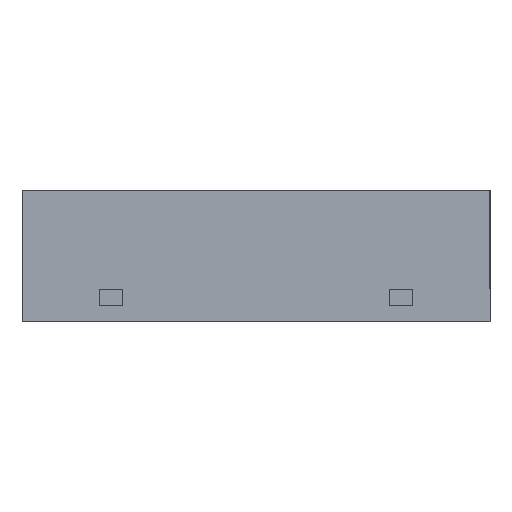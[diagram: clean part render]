
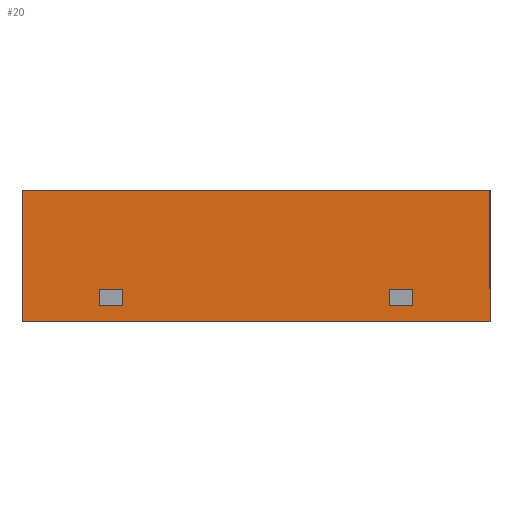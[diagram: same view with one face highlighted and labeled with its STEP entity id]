
A CAD part, top view. The second image highlights one B-rep face of the part: STEP entity #20.
In plain terms, the highlighted planar face has unit normal (0, 0, 1).
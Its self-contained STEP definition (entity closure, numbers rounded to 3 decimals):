
#20 = ADVANCED_FACE ( 'NONE', ( #5417, #5419, #5398 ), #13174, .F. ) ;
#2395 = VERTEX_POINT ( 'NONE', #16749 ) ;
#2399 = VERTEX_POINT ( 'NONE', #16755 ) ;
#2449 = VERTEX_POINT ( 'NONE', #16824 ) ;
#2593 = VERTEX_POINT ( 'NONE', #17022 ) ;
#2595 = VERTEX_POINT ( 'NONE', #17024 ) ;
#2598 = VERTEX_POINT ( 'NONE', #17028 ) ;
#2603 = VERTEX_POINT ( 'NONE', #17035 ) ;
#2623 = VERTEX_POINT ( 'NONE', #17063 ) ;
#2625 = VERTEX_POINT ( 'NONE', #17066 ) ;
#2626 = VERTEX_POINT ( 'NONE', #17067 ) ;
#2628 = VERTEX_POINT ( 'NONE', #17070 ) ;
#2629 = VERTEX_POINT ( 'NONE', #17071 ) ;
#2826 = EDGE_CURVE ( 'NONE', #2399, #2395, #5665, .T. ) ;
#3597 = EDGE_LOOP ( 'NONE', ( #4676, #4677, #4678, #4679 ) ) ;
#3602 = EDGE_LOOP ( 'NONE', ( #4680, #4681, #4682, #4683 ) ) ;
#3606 = EDGE_LOOP ( 'NONE', ( #4672, #4673, #4674, #4675 ) ) ;
#4672 = ORIENTED_EDGE ( 'NONE', *, *, #15293, .F. ) ;
#4673 = ORIENTED_EDGE ( 'NONE', *, *, #15330, .T. ) ;
#4674 = ORIENTED_EDGE ( 'NONE', *, *, #15233, .T. ) ;
#4675 = ORIENTED_EDGE ( 'NONE', *, *, #15241, .F. ) ;
#4676 = ORIENTED_EDGE ( 'NONE', *, *, #15334, .F. ) ;
#4677 = ORIENTED_EDGE ( 'NONE', *, *, #15336, .T. ) ;
#4678 = ORIENTED_EDGE ( 'NONE', *, *, #15243, .T. ) ;
#4679 = ORIENTED_EDGE ( 'NONE', *, *, #15339, .T. ) ;
#4680 = ORIENTED_EDGE ( 'NONE', *, *, #2826, .F. ) ;
#4681 = ORIENTED_EDGE ( 'NONE', *, *, #15342, .T. ) ;
#4682 = ORIENTED_EDGE ( 'NONE', *, *, #15340, .T. ) ;
#4683 = ORIENTED_EDGE ( 'NONE', *, *, #15246, .F. ) ;
#5398 = FACE_OUTER_BOUND ( 'NONE', #3602, .T. ) ;
#5417 = FACE_BOUND ( 'NONE', #3606, .T. ) ;
#5419 = FACE_BOUND ( 'NONE', #3597, .T. ) ;
#5665 = LINE ( 'NONE', #6404, #5672 ) ;
#5672 = VECTOR ( 'NONE', #6411, 1000. ) ;
#6404 = CARTESIAN_POINT ( 'NONE',  ( -1.5, 0.84, 1.5 ) ) ;
#6411 = DIRECTION ( 'NONE',  ( 1., 0., 0. ) ) ;
#10372 = CARTESIAN_POINT ( 'NONE',  ( -0.855, 0.203, 1.5 ) ) ;
#10378 = DIRECTION ( 'NONE',  ( 0., -1., 0. ) ) ;
#10379 = CARTESIAN_POINT ( 'NONE',  ( -1.005, 0.1, 1.5 ) ) ;
#10382 = CARTESIAN_POINT ( 'NONE',  ( 1.5, 0.203, 1.5 ) ) ;
#10386 = DIRECTION ( 'NONE',  ( 1., 0., 0. ) ) ;
#10387 = CARTESIAN_POINT ( 'NONE',  ( 1.005, 0.203, 1.5 ) ) ;
#10389 = DIRECTION ( 'NONE',  ( 0., -1., 0. ) ) ;
#10390 = DIRECTION ( 'NONE',  ( 0., -1., 0. ) ) ;
#10927 = LINE ( 'NONE', #10372, #10932 ) ;
#10932 = VECTOR ( 'NONE', #10378, 1000. ) ;
#10935 = LINE ( 'NONE', #10379, #10940 ) ;
#10937 = LINE ( 'NONE', #10382, #10944 ) ;
#10939 = LINE ( 'NONE', #10387, #10942 ) ;
#10940 = VECTOR ( 'NONE', #10386, 1000. ) ;
#10942 = VECTOR ( 'NONE', #10389, 1000. ) ;
#10944 = VECTOR ( 'NONE', #10390, 1000. ) ;
#10987 = LINE ( 'NONE', #11604, #10990 ) ;
#10990 = VECTOR ( 'NONE', #11606, 1000. ) ;
#11013 = LINE ( 'NONE', #11624, #11038 ) ;
#11023 = LINE ( 'NONE', #11640, #11026 ) ;
#11026 = VECTOR ( 'NONE', #11641, 1000. ) ;
#11027 = LINE ( 'NONE', #11644, #11030 ) ;
#11029 = LINE ( 'NONE', #11646, #11032 ) ;
#11030 = VECTOR ( 'NONE', #11645, 1000. ) ;
#11031 = LINE ( 'NONE', #11648, #11034 ) ;
#11032 = VECTOR ( 'NONE', #11647, 1000. ) ;
#11033 = LINE ( 'NONE', #11650, #11036 ) ;
#11034 = VECTOR ( 'NONE', #11649, 1000. ) ;
#11036 = VECTOR ( 'NONE', #11652, 1000. ) ;
#11038 = VECTOR ( 'NONE', #11653, 1000. ) ;
#11604 = CARTESIAN_POINT ( 'NONE',  ( -1.005, 0.203, 1.5 ) ) ;
#11606 = DIRECTION ( 'NONE',  ( 0., -1., 0. ) ) ;
#11624 = CARTESIAN_POINT ( 'NONE',  ( -1.5, 0.203, 1.5 ) ) ;
#11640 = CARTESIAN_POINT ( 'NONE',  ( -1.5, 0.203, 1.5 ) ) ;
#11641 = DIRECTION ( 'NONE',  ( 1., 0., 0. ) ) ;
#11644 = CARTESIAN_POINT ( 'NONE',  ( 0.855, 0.203, 1.5 ) ) ;
#11645 = DIRECTION ( 'NONE',  ( 0., -1., 0. ) ) ;
#11646 = CARTESIAN_POINT ( 'NONE',  ( -1.5, 0.203, 1.5 ) ) ;
#11647 = DIRECTION ( 'NONE',  ( 1., 0., 0. ) ) ;
#11648 = CARTESIAN_POINT ( 'NONE',  ( 1.005, 0.1, 1.5 ) ) ;
#11649 = DIRECTION ( 'NONE',  ( -1., 0., 0. ) ) ;
#11650 = CARTESIAN_POINT ( 'NONE',  ( -1.5, 0., 1.5 ) ) ;
#11652 = DIRECTION ( 'NONE',  ( 1., 0., 0. ) ) ;
#11653 = DIRECTION ( 'NONE',  ( 0., -1., 0. ) ) ;
#13164 = DIRECTION ( 'NONE',  ( 0., 0., -1. ) ) ;
#13171 = CARTESIAN_POINT ( 'NONE',  ( -1.5, 0.203, 1.5 ) ) ;
#13174 = PLANE ( 'NONE',  #15981 ) ;
#13176 = DIRECTION ( 'NONE',  ( -1., 0., 0. ) ) ;
#15233 = EDGE_CURVE ( 'NONE', #2595, #2629, #10927, .T. ) ;
#15241 = EDGE_CURVE ( 'NONE', #2603, #2629, #10935, .T. ) ;
#15243 = EDGE_CURVE ( 'NONE', #2628, #2625, #10939, .T. ) ;
#15246 = EDGE_CURVE ( 'NONE', #2395, #2623, #10937, .T. ) ;
#15293 = EDGE_CURVE ( 'NONE', #2449, #2603, #10987, .T. ) ;
#15330 = EDGE_CURVE ( 'NONE', #2449, #2595, #11023, .T. ) ;
#15334 = EDGE_CURVE ( 'NONE', #2598, #2593, #11027, .T. ) ;
#15336 = EDGE_CURVE ( 'NONE', #2598, #2628, #11029, .T. ) ;
#15339 = EDGE_CURVE ( 'NONE', #2625, #2593, #11031, .T. ) ;
#15340 = EDGE_CURVE ( 'NONE', #2626, #2623, #11033, .T. ) ;
#15342 = EDGE_CURVE ( 'NONE', #2399, #2626, #11013, .T. ) ;
#15981 = AXIS2_PLACEMENT_3D ( 'NONE', #13171, #13164, #13176 ) ;
#16749 = CARTESIAN_POINT ( 'NONE',  ( 1.5, 0.84, 1.5 ) ) ;
#16755 = CARTESIAN_POINT ( 'NONE',  ( -1.5, 0.84, 1.5 ) ) ;
#16824 = CARTESIAN_POINT ( 'NONE',  ( -1.005, 0.203, 1.5 ) ) ;
#17022 = CARTESIAN_POINT ( 'NONE',  ( 0.855, 0.1, 1.5 ) ) ;
#17024 = CARTESIAN_POINT ( 'NONE',  ( -0.855, 0.203, 1.5 ) ) ;
#17028 = CARTESIAN_POINT ( 'NONE',  ( 0.855, 0.203, 1.5 ) ) ;
#17035 = CARTESIAN_POINT ( 'NONE',  ( -1.005, 0.1, 1.5 ) ) ;
#17063 = CARTESIAN_POINT ( 'NONE',  ( 1.5, 0., 1.5 ) ) ;
#17066 = CARTESIAN_POINT ( 'NONE',  ( 1.005, 0.1, 1.5 ) ) ;
#17067 = CARTESIAN_POINT ( 'NONE',  ( -1.5, 0., 1.5 ) ) ;
#17070 = CARTESIAN_POINT ( 'NONE',  ( 1.005, 0.203, 1.5 ) ) ;
#17071 = CARTESIAN_POINT ( 'NONE',  ( -0.855, 0.1, 1.5 ) ) ;
